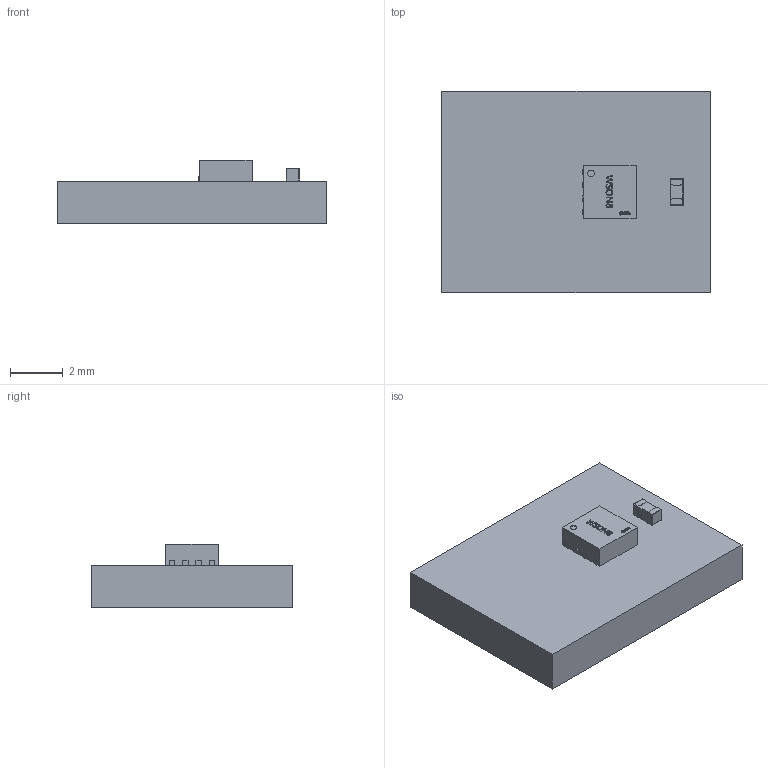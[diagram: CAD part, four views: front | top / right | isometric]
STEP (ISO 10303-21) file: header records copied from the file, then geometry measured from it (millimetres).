
FILE_DESCRIPTION(('Designed by EasyEDA Pro'),'2;1');
FILE_NAME('Open CASCADE Shape Model','2024-01-19T11:24:44',('Author'),( 'Open CASCADE'),'Open CASCADE STEP processor 7.6','Open CASCADE 7.6' ,'Unknown');
FILE_SCHEMA(('AUTOMOTIVE_DESIGN { 1 0 10303 214 1 1 1 1 }'));
Length unit declared in the file: millimetre
Products named in the file (8): PCBModel; COMPOUND; C1; C0402; SOLID; U1; WSON-8_L2.0-W2.0-P0.50-TL-EP
Assembly tree (7 placements, depth 4):
  PCBModel
    COMPOUND
    C1
      C0402
        SOLID
    U1
      WSON-8_L2.0-W2.0-P0.50-TL-EP
        COMPOUND
Bounding box: 10.13 x 7.59 x 2.41 mm (x, y, z)
Volume: 126.6 mm3; surface area: 227.9 mm2
Topology: 16 solids, 16 shells, 810 faces, 2165 edges, 1422 vertices
Faces by surface type: plane 474, bspline 270, cylinder 58, sphere 8
Entity records: 36525 total; most frequent: CARTESIAN_POINT 11675, ORIENTED_EDGE 4314, DIRECTION 2725, EDGE_CURVE 2157, LINE 1461, VECTOR 1461, VERTEX_POINT 1422, FACE_BOUND 865
